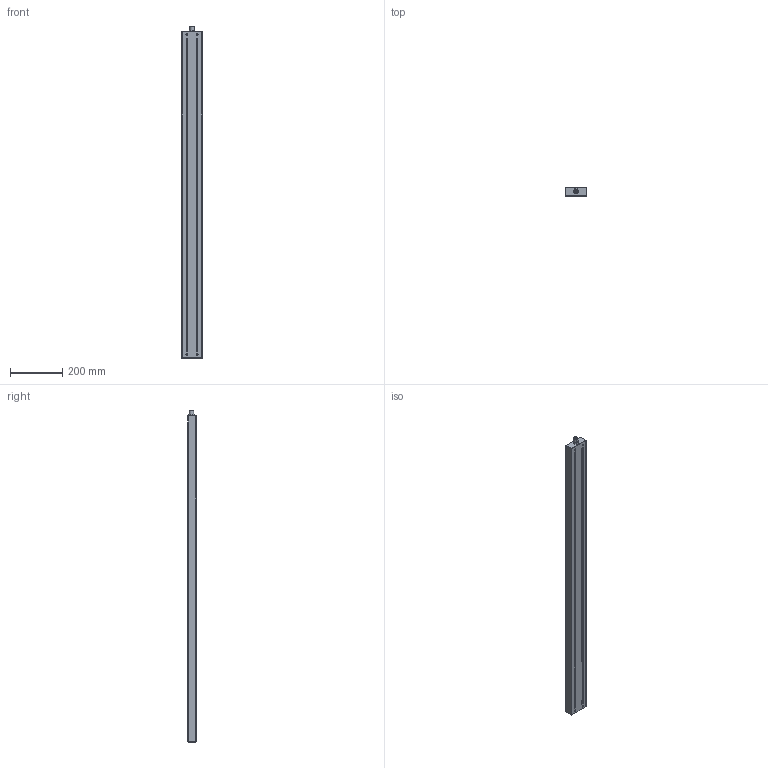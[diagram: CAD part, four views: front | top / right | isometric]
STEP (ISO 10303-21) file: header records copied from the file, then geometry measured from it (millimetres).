
FILE_DESCRIPTION(/* description */ ('Alibre Inc.'),/* implementation_level */ '2;1');
FILE_NAME(/* name */ 'export0',/* time_stamp */ '2016-04-04T10:45:26+02:00',/* author */ (''),/* organization */ (''),/* preprocessor_version */ 'ST-DEVELOPER v14',/* originating_system */ 'Alibre',/* authorisation */ '');
FILE_SCHEMA (('CONFIG_CONTROL_DESIGN'));
Length unit declared in the file: centimetre
Products named in the file (1): ID_1
Bounding box: 80 x 32.01 x 1271 mm (x, y, z)
Volume: 2951086.4 mm3; surface area: 525256.5 mm2
Topology: 1 solids, 1 shells, 122 faces, 295 edges, 180 vertices
Faces by surface type: plane 57, cylinder 49, sphere 8, torus 8
Full cylindrical faces by diameter (mm): 1.5 x4, 6.2 x4, 12 x4, 16 x1
Entity records: 3362 total; most frequent: CARTESIAN_POINT 554, DIRECTION 543, ORIENTED_EDGE 536, EDGE_CURVE 268, AXIS2_PLACEMENT_3D 222, VERTEX_POINT 174, VECTOR 158, LINE 158
